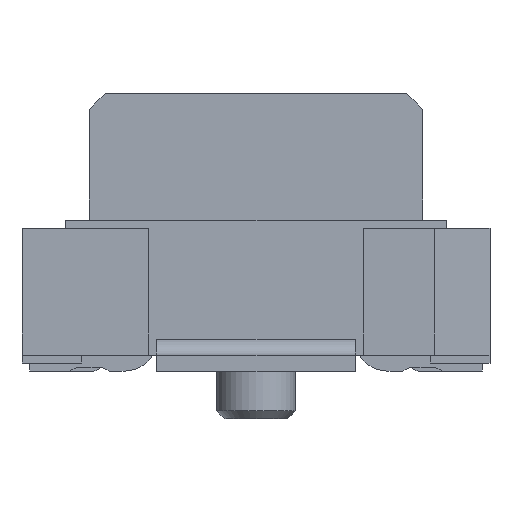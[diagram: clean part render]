
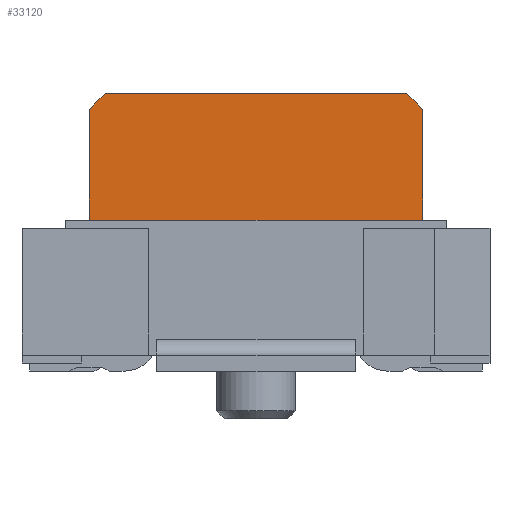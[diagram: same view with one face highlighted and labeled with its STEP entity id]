
A CAD part, front view. The second image highlights one B-rep face of the part: STEP entity #33120.
In plain terms, the highlighted planar face has unit normal (0, -1, 0).
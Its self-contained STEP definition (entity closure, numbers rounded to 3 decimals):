
#880=CARTESIAN_POINT('',(-1.451,-1.05,0.));
#890=DIRECTION('',(0.707,0.,-0.707));
#900=VECTOR('',#890,1.);
#910=LINE('',#880,#900);
#920=CARTESIAN_POINT('',(-3.259,-1.05,1.808));
#930=VERTEX_POINT('',#920);
#940=CARTESIAN_POINT('',(-3.159,-1.05,1.708));
#950=VERTEX_POINT('',#940);
#960=EDGE_CURVE('',#930,#950,#910,.T.);
#24030=CARTESIAN_POINT('',(0.541,-1.05,3.508));
#24040=VERTEX_POINT('',#24030);
#24190=CARTESIAN_POINT('',(0.741,-1.05,3.308));
#24200=VERTEX_POINT('',#24190);
#24230=CARTESIAN_POINT('',(4.049,-1.05,0.));
#24240=DIRECTION('',(0.707,0.,-0.707));
#24250=VECTOR('',#24240,1.);
#24260=LINE('',#24230,#24250);
#24270=EDGE_CURVE('',#24040,#24200,#24260,.T.);
#32310=CARTESIAN_POINT('',(0.741,-1.05,1.808));
#32320=DIRECTION('',(-0.,-1.,-0.));
#32330=DIRECTION('',(-1.,0.,0.));
#32340=AXIS2_PLACEMENT_3D('',#32310,#32320,#32330);
#32350=PLANE('',#32340);
#32360=CARTESIAN_POINT('',(-6.767,-1.05,0.));
#32370=DIRECTION('',(0.707,0.,0.707));
#32380=VECTOR('',#32370,1.);
#32390=LINE('',#32360,#32380);
#32400=CARTESIAN_POINT('',(-3.459,-1.05,3.308));
#32410=VERTEX_POINT('',#32400);
#32420=CARTESIAN_POINT('',(-3.259,-1.05,3.508));
#32430=VERTEX_POINT('',#32420);
#32440=EDGE_CURVE('',#32410,#32430,#32390,.T.);
#32450=ORIENTED_EDGE('',*,*,#32440,.F.);
#32460=CARTESIAN_POINT('',(0.,-1.05,3.508));
#32470=DIRECTION('',(1.,0.,0.));
#32480=VECTOR('',#32470,1.);
#32490=LINE('',#32460,#32480);
#32500=EDGE_CURVE('',#32430,#24040,#32490,.T.);
#32510=ORIENTED_EDGE('',*,*,#32500,.F.);
#32520=ORIENTED_EDGE('',*,*,#24270,.F.);
#32530=CARTESIAN_POINT('',(0.741,-1.05,0.));
#32540=DIRECTION('',(0.,0.,-1.));
#32550=VECTOR('',#32540,1.);
#32560=LINE('',#32530,#32550);
#32570=CARTESIAN_POINT('',(0.741,-1.05,1.808));
#32580=VERTEX_POINT('',#32570);
#32590=EDGE_CURVE('',#24200,#32580,#32560,.T.);
#32600=ORIENTED_EDGE('',*,*,#32590,.F.);
#32610=CARTESIAN_POINT('',(0.,-1.05,1.808));
#32620=DIRECTION('',(1.,0.,0.));
#32630=VECTOR('',#32620,1.);
#32640=LINE('',#32610,#32630);
#32650=CARTESIAN_POINT('',(0.541,-1.05,1.808));
#32660=VERTEX_POINT('',#32650);
#32670=EDGE_CURVE('',#32660,#32580,#32640,.T.);
#32680=ORIENTED_EDGE('',*,*,#32670,.T.);
#32690=CARTESIAN_POINT('',(-1.267,-1.05,0.));
#32700=DIRECTION('',(0.707,0.,0.707));
#32710=VECTOR('',#32700,1.);
#32720=LINE('',#32690,#32710);
#32730=CARTESIAN_POINT('',(0.441,-1.05,1.708));
#32740=VERTEX_POINT('',#32730);
#32750=EDGE_CURVE('',#32740,#32660,#32720,.T.);
#32760=ORIENTED_EDGE('',*,*,#32750,.T.);
#32770=CARTESIAN_POINT('',(0.441,-1.05,0.));
#32780=DIRECTION('',(0.,0.,-1.));
#32790=VECTOR('',#32780,1.);
#32800=LINE('',#32770,#32790);
#32810=CARTESIAN_POINT('',(0.441,-1.05,1.308));
#32820=VERTEX_POINT('',#32810);
#32830=EDGE_CURVE('',#32740,#32820,#32800,.T.);
#32840=ORIENTED_EDGE('',*,*,#32830,.F.);
#32850=CARTESIAN_POINT('',(0.,-1.05,1.308));
#32860=DIRECTION('',(1.,0.,0.));
#32870=VECTOR('',#32860,1.);
#32880=LINE('',#32850,#32870);
#32890=CARTESIAN_POINT('',(-3.159,-1.05,1.308));
#32900=VERTEX_POINT('',#32890);
#32910=EDGE_CURVE('',#32900,#32820,#32880,.T.);
#32920=ORIENTED_EDGE('',*,*,#32910,.T.);
#32930=CARTESIAN_POINT('',(-3.159,-1.05,0.));
#32940=DIRECTION('',(0.,0.,1.));
#32950=VECTOR('',#32940,1.);
#32960=LINE('',#32930,#32950);
#32970=EDGE_CURVE('',#32900,#950,#32960,.T.);
#32980=ORIENTED_EDGE('',*,*,#32970,.F.);
#32990=ORIENTED_EDGE('',*,*,#960,.T.);
#33000=CARTESIAN_POINT('',(-3.459,-1.05,1.808));
#33010=VERTEX_POINT('',#33000);
#33020=EDGE_CURVE('',#33010,#930,#32640,.T.);
#33030=ORIENTED_EDGE('',*,*,#33020,.T.);
#33040=CARTESIAN_POINT('',(-3.459,-1.05,0.));
#33050=DIRECTION('',(0.,0.,1.));
#33060=VECTOR('',#33050,1.);
#33070=LINE('',#33040,#33060);
#33080=EDGE_CURVE('',#33010,#32410,#33070,.T.);
#33090=ORIENTED_EDGE('',*,*,#33080,.F.);
#33100=EDGE_LOOP('',(#33090,#33030,#32990,#32980,#32920,#32840,#32760,
#32680,#32600,#32520,#32510,#32450));
#33110=FACE_OUTER_BOUND('',#33100,.T.);
#33120=ADVANCED_FACE('',(#33110),#32350,.T.);
